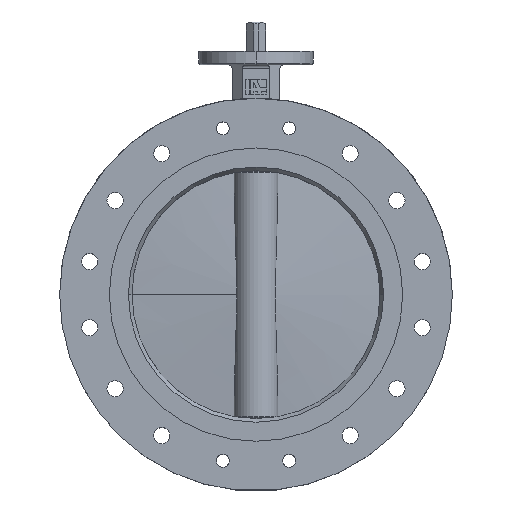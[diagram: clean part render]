
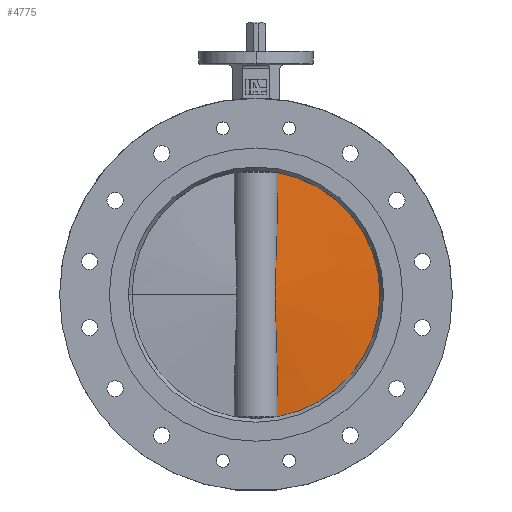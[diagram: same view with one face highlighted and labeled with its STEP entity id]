
A CAD part, top view. The second image highlights one B-rep face of the part: STEP entity #4775.
In plain terms, the highlighted conical face has half-angle 85.605 degrees and reference radius 169.153 mm.
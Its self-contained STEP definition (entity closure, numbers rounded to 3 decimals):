
#477 = CIRCLE ( 'NONE', #2862, 168.249 ) ;
#511 = CIRCLE ( 'NONE', #2878, 168.249 ) ;
#560 = B_SPLINE_CURVE_WITH_KNOTS ( 'NONE', 3,
 ( #3808, #3809, #3813, #3814, #3815, #3816, #3817, #3818, #3819, #3820, #3821, #3822, #3823, #3824, #3825, #3826, #3827, #3828, #3829, #3830, #3831, #3832, #3833, #3834, #3835, #3836, #3837, #3838, #3839, #3840, #3841, #3842, #3843, #3844 ),
 .UNSPECIFIED., .F., .F.,
 ( 4, 2, 2, 2, 2, 2, 2, 2, 2, 2, 2, 2, 2, 2, 2, 2, 4 ),
 ( -0.149, -0.108, -0.066, -0.046, -0.025, -0.014, -0.004, 0.006, 0.017, 0.027, 0.037, 0.048, 0.058, 0.079, 0.1, 0.141, 0.183 ),
 .UNSPECIFIED. ) ;
#648 = CARTESIAN_POINT ( 'NONE',  ( -4.069, 165.602, 29.723 ) ) ;
#675 = CARTESIAN_POINT ( 'NONE',  ( -4.069, 0., 168.249 ) ) ;
#678 = CARTESIAN_POINT ( 'NONE',  ( -4.069, -165.602, 29.723 ) ) ;
#748 = EDGE_LOOP ( 'NONE', ( #1938, #1941, #1942 ) ) ;
#755 = VERTEX_POINT ( 'NONE', #648 ) ;
#1240 = VERTEX_POINT ( 'NONE', #675 ) ;
#1243 = VERTEX_POINT ( 'NONE', #678 ) ;
#1938 = ORIENTED_EDGE ( 'NONE', *, *, #2539, .F. ) ;
#1941 = ORIENTED_EDGE ( 'NONE', *, *, #2511, .T. ) ;
#1942 = ORIENTED_EDGE ( 'NONE', *, *, #2540, .T. ) ;
#2511 = EDGE_CURVE ( 'NONE', #1243, #1240, #477, .T. ) ;
#2539 = EDGE_CURVE ( 'NONE', #1243, #755, #560, .T. ) ;
#2540 = EDGE_CURVE ( 'NONE', #1240, #755, #511, .T. ) ;
#2862 = AXIS2_PLACEMENT_3D ( 'NONE', #3701, #3702, #3703 ) ;
#2878 = AXIS2_PLACEMENT_3D ( 'NONE', #3847, #3848, #3849 ) ;
#3307 = FACE_OUTER_BOUND ( 'NONE', #748, .T. ) ;
#3311 = CONICAL_SURFACE ( 'NONE', #6765, 169.153, 1.494 ) ;
#3701 = CARTESIAN_POINT ( 'NONE',  ( -4.069, 0., 0. ) ) ;
#3702 = DIRECTION ( 'NONE',  ( -1., 0., 0. ) ) ;
#3703 = DIRECTION ( 'NONE',  ( 0., 0., 1. ) ) ;
#3808 = CARTESIAN_POINT ( 'NONE',  ( -4.069, -165.602, 29.723 ) ) ;
#3809 = CARTESIAN_POINT ( 'NONE',  ( -5.115, -151.806, 29.58 ) ) ;
#3813 = CARTESIAN_POINT ( 'NONE',  ( -6.158, -138.01, 29.381 ) ) ;
#3814 = CARTESIAN_POINT ( 'NONE',  ( -8.231, -110.419, 28.868 ) ) ;
#3815 = CARTESIAN_POINT ( 'NONE',  ( -9.263, -96.625, 28.555 ) ) ;
#3816 = CARTESIAN_POINT ( 'NONE',  ( -10.782, -75.934, 28.001 ) ) ;
#3817 = CARTESIAN_POINT ( 'NONE',  ( -11.284, -69.037, 27.802 ) ) ;
#3818 = CARTESIAN_POINT ( 'NONE',  ( -12.266, -55.242, 27.383 ) ) ;
#3819 = CARTESIAN_POINT ( 'NONE',  ( -12.747, -48.344, 27.162 ) ) ;
#3820 = CARTESIAN_POINT ( 'NONE',  ( -13.428, -37.995, 26.828 ) ) ;
#3821 = CARTESIAN_POINT ( 'NONE',  ( -13.648, -34.545, 26.717 ) ) ;
#3822 = CARTESIAN_POINT ( 'NONE',  ( -14.062, -27.642, 26.501 ) ) ;
#3823 = CARTESIAN_POINT ( 'NONE',  ( -14.256, -24.19, 26.397 ) ) ;
#3824 = CARTESIAN_POINT ( 'NONE',  ( -14.596, -17.281, 26.211 ) ) ;
#3825 = CARTESIAN_POINT ( 'NONE',  ( -14.741, -13.825, 26.129 ) ) ;
#3826 = CARTESIAN_POINT ( 'NONE',  ( -14.946, -6.912, 26.012 ) ) ;
#3827 = CARTESIAN_POINT ( 'NONE',  ( -15.003, -3.456, 25.979 ) ) ;
#3828 = CARTESIAN_POINT ( 'NONE',  ( -15.003, 3.458, 25.979 ) ) ;
#3829 = CARTESIAN_POINT ( 'NONE',  ( -14.946, 6.914, 26.012 ) ) ;
#3830 = CARTESIAN_POINT ( 'NONE',  ( -14.741, 13.828, 26.129 ) ) ;
#3831 = CARTESIAN_POINT ( 'NONE',  ( -14.596, 17.286, 26.211 ) ) ;
#3832 = CARTESIAN_POINT ( 'NONE',  ( -14.256, 24.194, 26.397 ) ) ;
#3833 = CARTESIAN_POINT ( 'NONE',  ( -14.061, 27.646, 26.502 ) ) ;
#3834 = CARTESIAN_POINT ( 'NONE',  ( -13.648, 34.548, 26.717 ) ) ;
#3835 = CARTESIAN_POINT ( 'NONE',  ( -13.428, 37.999, 26.828 ) ) ;
#3836 = CARTESIAN_POINT ( 'NONE',  ( -12.747, 48.348, 27.162 ) ) ;
#3837 = CARTESIAN_POINT ( 'NONE',  ( -12.265, 55.245, 27.383 ) ) ;
#3838 = CARTESIAN_POINT ( 'NONE',  ( -11.283, 69.04, 27.802 ) ) ;
#3839 = CARTESIAN_POINT ( 'NONE',  ( -10.782, 75.937, 28.001 ) ) ;
#3840 = CARTESIAN_POINT ( 'NONE',  ( -9.263, 96.627, 28.555 ) ) ;
#3841 = CARTESIAN_POINT ( 'NONE',  ( -8.231, 110.421, 28.868 ) ) ;
#3842 = CARTESIAN_POINT ( 'NONE',  ( -6.158, 138.01, 29.381 ) ) ;
#3843 = CARTESIAN_POINT ( 'NONE',  ( -5.115, 151.806, 29.58 ) ) ;
#3844 = CARTESIAN_POINT ( 'NONE',  ( -4.069, 165.602, 29.723 ) ) ;
#3847 = CARTESIAN_POINT ( 'NONE',  ( -4.069, 0., 0. ) ) ;
#3848 = DIRECTION ( 'NONE',  ( -1., 0., 0. ) ) ;
#3849 = DIRECTION ( 'NONE',  ( 0., 0., 1. ) ) ;
#4775 = ADVANCED_FACE ( 'NONE', ( #3307 ), #3311, .T. ) ;
#6765 = AXIS2_PLACEMENT_3D ( 'NONE', #7122, #7123, #7121 ) ;
#7121 = DIRECTION ( 'NONE',  ( 0., 0., -1. ) ) ;
#7122 = CARTESIAN_POINT ( 'NONE',  ( -4., 0., 0. ) ) ;
#7123 = DIRECTION ( 'NONE',  ( 1., 0., 0. ) ) ;
